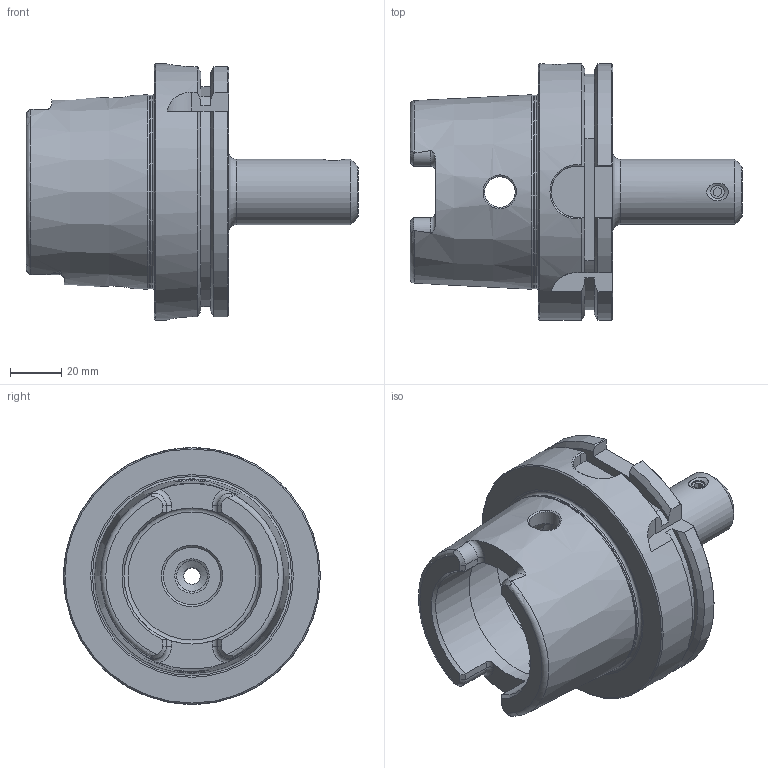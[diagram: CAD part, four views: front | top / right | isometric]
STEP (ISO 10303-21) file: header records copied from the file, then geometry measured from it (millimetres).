
FILE_DESCRIPTION((''),'2;1');
FILE_NAME('H100-25EM3.stp','2014-08-08T11:07:48',('kaykin'),(''),'Autodesk Inventor 2012','Autodesk Inventor 2012','');
FILE_SCHEMA(('AUTOMOTIVE_DESIGN { 1 0 10303 214 1 1 1 1 }'));
Length unit declared in the file: inch
Products named in the file (3): H100-25EM3; H100-25EM3-1; 029-018
Assembly tree (2 placements, depth 2):
  H100-25EM3
    H100-25EM3-1
    029-018
Bounding box: 129.38 x 100 x 100 mm (x, y, z)
Volume: 276148.2 mm3; surface area: 55349.8 mm2
Topology: 2 solids, 2 shells, 142 faces, 361 edges, 227 vertices
Faces by surface type: plane 52, cylinder 37, cone 28, torus 14, bspline 11
Full cylindrical faces by diameter (mm): 5.309 x1, 5.359 x1, 6.35 x2, 10 x1, 11.989 x1, 12 x2, 13.386 x1, 22.377 x1, 25.016 x1, 25.4 x1, 53 x2, 63 x1, 75.364 x1, 100 x1
Entity records: 5039 total; most frequent: CARTESIAN_POINT 1803, ORIENTED_EDGE 614, DIRECTION 595, EDGE_CURVE 307, AXIS2_PLACEMENT_3D 244, VERTEX_POINT 212, EDGE_LOOP 193, FACE_OUTER_BOUND 142
